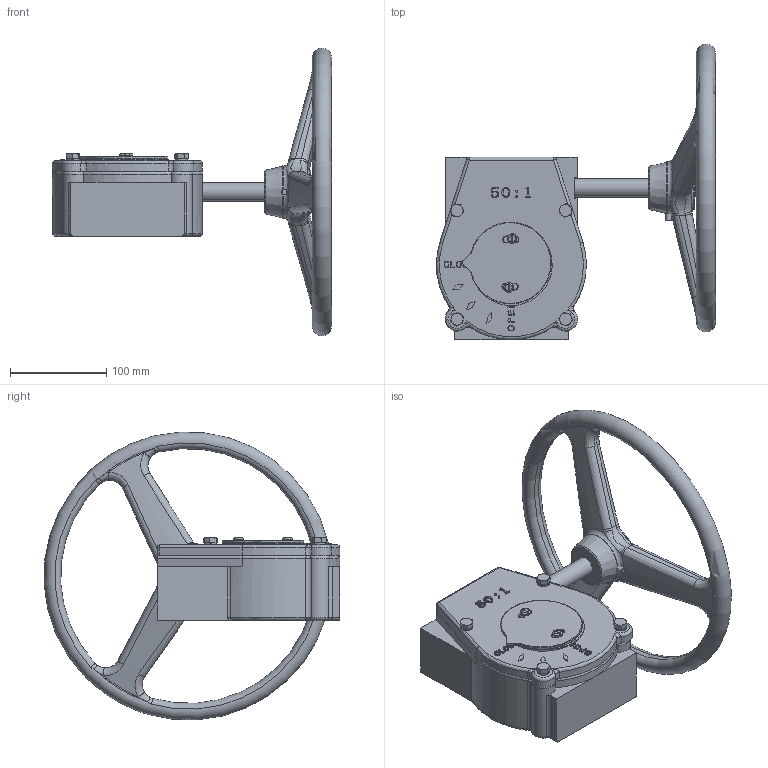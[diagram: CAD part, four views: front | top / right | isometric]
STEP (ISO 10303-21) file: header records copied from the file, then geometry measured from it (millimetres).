
FILE_DESCRIPTION (( 'STEP AP203' ), '1' );
FILE_NAME ('3D-120.STEP', '2025-07-14T06:13:45', ( '' ), ( '' ), 'SwSTEP 2.0', 'SolidWorks 2018', '' );
FILE_SCHEMA (( 'CONFIG_CONTROL_DESIGN' ));
Length unit declared in the file: millimetre
Products named in the file (10): 3D-120粣; 3D-120弹簧垫圈 8; 3D-120眊极; 3D-120忒謫种; 3D-120眊裔; 3D-120; 3D-120硌尨齪; 3D-120-珨趼麥羞蹟隊; 3D-120蹟邡M8; 3D-120忒謫
Assembly tree (16 placements, depth 2):
  3D-120
    3D-120眊极
    3D-120眊裔
    3D-120硌尨齪
    3D-120粣
    3D-120忒謫
    3D-120蹟邡M8  x4
    3D-120忒謫种
    3D-120弹簧垫圈 8  x4
    3D-120-珨趼麥羞蹟隊  x2
Bounding box: 290.48 x 307.72 x 299.44 mm (x, y, z)
Volume: 2549453.1 mm3; surface area: 308802.3 mm2
Topology: 16 solids, 16 shells, 620 faces, 1543 edges, 962 vertices
Faces by surface type: plane 244, bspline 179, cylinder 104, torus 61, cone 30, sphere 2
Full cylindrical faces by diameter (mm): 5 x2, 6 x1, 6.8 x4, 8 x4, 8.5 x8, 10 x2, 10.2 x4, 19 x3, 70 x1, 85 x1
Entity records: 27847 total; most frequent: CARTESIAN_POINT 14754, ORIENTED_EDGE 2640, DIRECTION 2061, EDGE_CURVE 1320, VERTEX_POINT 850, AXIS2_PLACEMENT_3D 735, EDGE_LOOP 646, LINE 591
